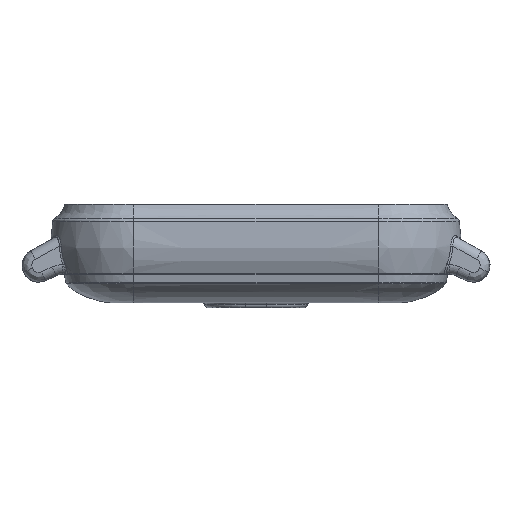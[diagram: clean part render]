
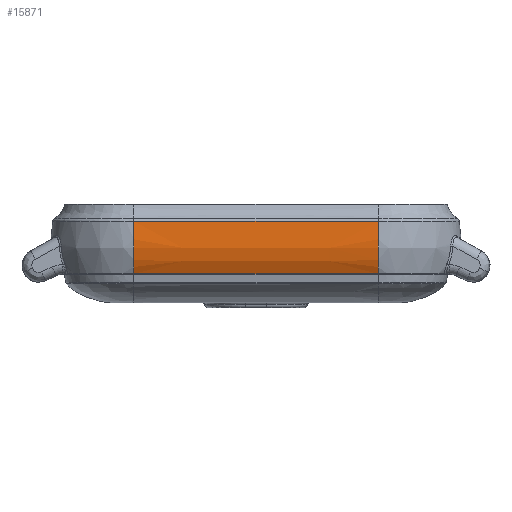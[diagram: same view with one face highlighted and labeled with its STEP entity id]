
A CAD part, left-side view. The second image highlights one B-rep face of the part: STEP entity #15871.
In plain terms, the highlighted face is a extrusion surface.
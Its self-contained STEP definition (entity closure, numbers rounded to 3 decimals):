
#3161=DIRECTION('',(0.,1.,0.));
#3162=VECTOR('',#3161,25.34);
#3163=CARTESIAN_POINT('',(-17.029,-12.67,
-7.599));
#3164=LINE('',#3163,#3162);
#3165=DIRECTION('',(0.,-1.,0.));
#3166=VECTOR('',#3165,25.34);
#3167=CARTESIAN_POINT('',(-17.676,12.67,
-2.133));
#3168=LINE('',#3167,#3166);
#3169=CARTESIAN_POINT('',(-17.676,-12.67,
-2.133));
#3170=CARTESIAN_POINT('',(-17.833,-12.67,
-3.075));
#3171=CARTESIAN_POINT('',(-17.929,-12.67,
-4.489));
#3172=CARTESIAN_POINT('',(-17.62,-12.67,
-6.295));
#3173=CARTESIAN_POINT('',(-17.267,-12.67,
-7.178));
#3174=CARTESIAN_POINT('',(-17.029,-12.67,
-7.599));
#3190=CARTESIAN_POINT('',(-17.029,12.67,
-7.599));
#3245=CARTESIAN_POINT('',(-17.676,12.67,
-2.133));
#3246=CARTESIAN_POINT('',(-17.833,12.67,
-3.075));
#3247=CARTESIAN_POINT('',(-17.958,12.67,
-4.957));
#3248=CARTESIAN_POINT('',(-17.514,12.67,
-6.739));
#3249=CARTESIAN_POINT('',(-17.029,12.67,
-7.599));
#10485=CARTESIAN_POINT('',(-17.676,12.67,
-2.133));
#10486=VERTEX_POINT('',#10485);
#10489=CARTESIAN_POINT('',(-17.676,-12.67,
-2.133));
#10490=VERTEX_POINT('',#10489);
#10599=VERTEX_POINT('',#3190);
#10611=CARTESIAN_POINT('',(-17.029,-12.67,
-7.599));
#10612=VERTEX_POINT('',#10611);
#15851=CARTESIAN_POINT('',(-17.001,12.67,-7.648));
#15852=CARTESIAN_POINT('',(-17.011,12.67,-7.632));
#15853=CARTESIAN_POINT('',(-17.26,12.67,-7.194));
#15854=CARTESIAN_POINT('',(-17.62,12.67,-6.295));
#15855=CARTESIAN_POINT('',(-17.929,12.67,-4.489));
#15856=CARTESIAN_POINT('',(-17.831,12.67,-3.057));
#15857=CARTESIAN_POINT('',(-17.67,12.67,-2.096));
#15858=CARTESIAN_POINT('',(-17.667,12.67,-2.077));
#15860=DIRECTION('',(0.,1.,0.));
#15861=VECTOR('',#15860,1.);
#15862=SURFACE_OF_LINEAR_EXTRUSION('',#15859,#15861);
#15864=ORIENTED_EDGE('',*,*,#15863,.T.);
#15866=ORIENTED_EDGE('',*,*,#15865,.F.);
#15867=ORIENTED_EDGE('',*,*,#14593,.T.);
#15868=ORIENTED_EDGE('',*,*,#15833,.T.);
#15869=EDGE_LOOP('',(#15864,#15866,#15867,#15868));
#15870=FACE_OUTER_BOUND('',#15869,.F.);
#3175=B_SPLINE_CURVE_WITH_KNOTS('',3,(#3169,#3170,#3171,#3172,#3173,#3174),
.UNSPECIFIED.,.F.,.F.,(4,1,1,4),(0.,0.492,0.751,1.),
.UNSPECIFIED.);
#3250=B_SPLINE_CURVE_WITH_KNOTS('',3,(#3245,#3246,#3247,#3248,#3249),
.UNSPECIFIED.,.F.,.F.,(4,1,4),(0.,0.492,1.),.UNSPECIFIED.);
#14593=EDGE_CURVE('',#10486,#10490,#3168,.T.);
#15833=EDGE_CURVE('',#10490,#10612,#3175,.T.);
#15859=B_SPLINE_CURVE_WITH_KNOTS('',3,(#15851,#15852,#15853,#15854,#15855,
#15856,#15857,#15858),.UNSPECIFIED.,.F.,.F.,(4,1,1,1,1,4),(0.,
0.009,0.254,0.508,0.991,1.),
.UNSPECIFIED.);
#15863=EDGE_CURVE('',#10612,#10599,#3164,.T.);
#15865=EDGE_CURVE('',#10486,#10599,#3250,.T.);
#15871=ADVANCED_FACE('',(#15870),#15862,.T.);
